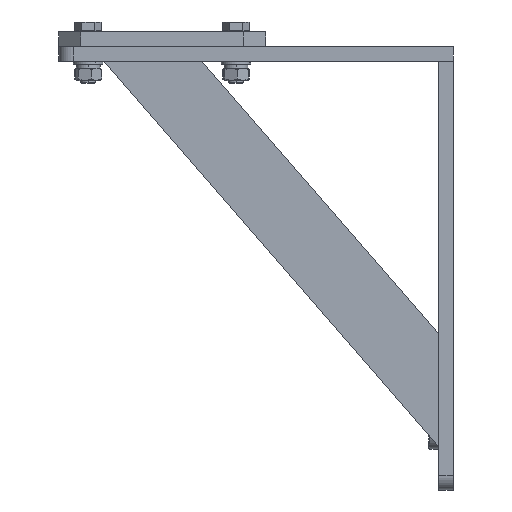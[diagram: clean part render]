
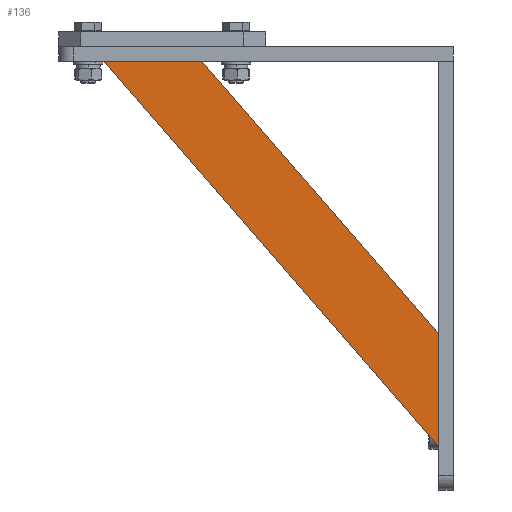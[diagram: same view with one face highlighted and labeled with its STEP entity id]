
A CAD part, left-side view. The second image highlights one B-rep face of the part: STEP entity #136.
In plain terms, the highlighted planar face has unit normal (-1, 0, 0).
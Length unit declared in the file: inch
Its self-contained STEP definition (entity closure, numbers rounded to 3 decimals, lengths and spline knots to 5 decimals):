
#136 = ADVANCED_FACE ( 'NONE', ( #5671 ), #3091, .T. ) ;
#578 = CARTESIAN_POINT ( 'NONE',  ( -5.70866, 9.3037, -0.3937 ) ) ;
#1210 = VECTOR ( 'NONE', #4777, 39.37008 ) ;
#1515 = VERTEX_POINT ( 'NONE', #578 ) ;
#1670 = ORIENTED_EDGE ( 'NONE', *, *, #5635, .T. ) ;
#2171 = CARTESIAN_POINT ( 'NONE',  ( -5.70866, 6.69678, -0.3937 ) ) ;
#2610 = CARTESIAN_POINT ( 'NONE',  ( -5.70866, 0.3937, 0. ) ) ;
#3091 = PLANE ( 'NONE',  #5608 ) ;
#3153 = CARTESIAN_POINT ( 'NONE',  ( -5.70866, 0.3937, -10.65601 ) ) ;
#3171 = LINE ( 'NONE', #10014, #1210 ) ;
#3192 = VERTEX_POINT ( 'NONE', #3153 ) ;
#3471 = ORIENTED_EDGE ( 'NONE', *, *, #10705, .T. ) ;
#3594 = LINE ( 'NONE', #2610, #7676 ) ;
#3710 = CARTESIAN_POINT ( 'NONE',  ( -5.70866, 9.3037, -0.3937 ) ) ;
#4014 = ORIENTED_EDGE ( 'NONE', *, *, #7604, .T. ) ;
#4137 = VERTEX_POINT ( 'NONE', #9408 ) ;
#4519 = DIRECTION ( 'NONE',  ( 0., -0.656, -0.755 ) ) ;
#4595 = DIRECTION ( 'NONE',  ( 0., 0., 1. ) ) ;
#4699 = CARTESIAN_POINT ( 'NONE',  ( -5.70866, 0., 0. ) ) ;
#4777 = DIRECTION ( 'NONE',  ( 0., 0.656, 0.755 ) ) ;
#4943 = EDGE_LOOP ( 'NONE', ( #1670, #4014, #7453, #3471 ) ) ;
#5251 = DIRECTION ( 'NONE',  ( 0., 0., 1. ) ) ;
#5286 = VECTOR ( 'NONE', #9405, 39.37008 ) ;
#5608 = AXIS2_PLACEMENT_3D ( 'NONE', #4699, #10816, #4595 ) ;
#5635 = EDGE_CURVE ( 'NONE', #4137, #9974, #3171, .T. ) ;
#5671 = FACE_OUTER_BOUND ( 'NONE', #4943, .T. ) ;
#5926 = LINE ( 'NONE', #6729, #5286 ) ;
#6729 = CARTESIAN_POINT ( 'NONE',  ( -5.70866, 0., -0.3937 ) ) ;
#7453 = ORIENTED_EDGE ( 'NONE', *, *, #9204, .T. ) ;
#7604 = EDGE_CURVE ( 'NONE', #9974, #1515, #5926, .T. ) ;
#7676 = VECTOR ( 'NONE', #5251, 39.37008 ) ;
#8037 = LINE ( 'NONE', #3710, #9899 ) ;
#9204 = EDGE_CURVE ( 'NONE', #1515, #3192, #8037, .T. ) ;
#9405 = DIRECTION ( 'NONE',  ( 0., 1., 0. ) ) ;
#9408 = CARTESIAN_POINT ( 'NONE',  ( -5.70866, 0.3937, -7.65342 ) ) ;
#9899 = VECTOR ( 'NONE', #4519, 39.37008 ) ;
#9974 = VERTEX_POINT ( 'NONE', #2171 ) ;
#10014 = CARTESIAN_POINT ( 'NONE',  ( -5.70866, 0.3937, -7.65342 ) ) ;
#10705 = EDGE_CURVE ( 'NONE', #3192, #4137, #3594, .T. ) ;
#10816 = DIRECTION ( 'NONE',  ( -1., 0., 0. ) ) ;
